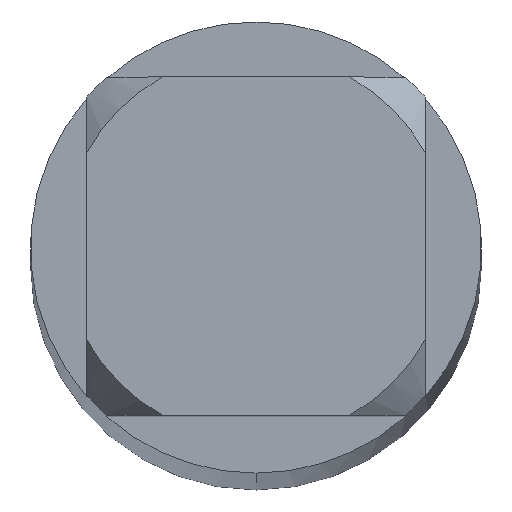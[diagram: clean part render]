
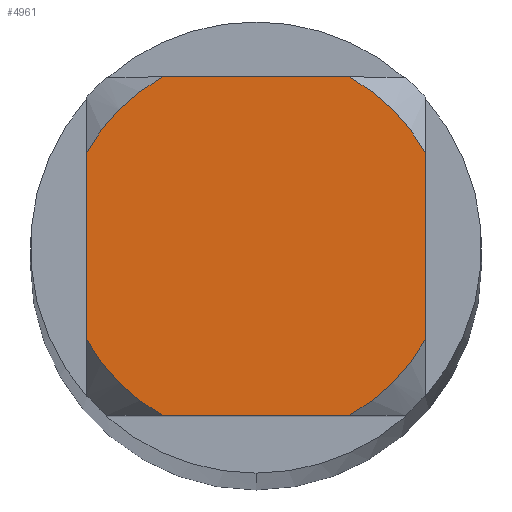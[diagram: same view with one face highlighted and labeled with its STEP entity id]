
A CAD part, top view. The second image highlights one B-rep face of the part: STEP entity #4961.
In plain terms, the highlighted planar face has unit normal (0, 0, 1).
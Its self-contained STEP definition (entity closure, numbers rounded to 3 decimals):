
#2405=EDGE_CURVE('',#3929,#2583,#6081,.T.);
#2411=EDGE_CURVE('',#3721,#3079,#6087,.T.);
#2583=VERTEX_POINT('',#6275);
#2641=EDGE_CURVE('',#3929,#3079,#6341,.T.);
#2685=EDGE_CURVE('',#4833,#3585,#6388,.T.);
#2953=EDGE_CURVE('',#3721,#5333,#6684,.T.);
#3079=VERTEX_POINT('',#6824);
#3255=EDGE_CURVE('',#5365,#3585,#7010,.T.);
#3585=VERTEX_POINT('',#7376);
#3721=VERTEX_POINT('',#7525);
#3929=VERTEX_POINT('',#7752);
#4477=EDGE_CURVE('',#4833,#5333,#8351,.T.);
#4815=EDGE_CURVE('',#5365,#2583,#8719,.T.);
#4833=VERTEX_POINT('',#8738);
#4961=ADVANCED_FACE('',(#8884),#8885,.T.);
#5333=VERTEX_POINT('',#9282);
#5365=VERTEX_POINT('',#9316);
#6081=CIRCLE('',#10778,1.2);
#6087=CIRCLE('',#10787,1.2);
#6275=CARTESIAN_POINT('',(1.05,0.581,0.0));
#6341=LINE('',#11269,#11270);
#6388=LINE('',#11421,#11422);
#6684=LINE('',#12069,#12070);
#6824=CARTESIAN_POINT('',(-0.581,1.05,0.0));
#7010=CIRCLE('',#12722,1.2);
#7376=CARTESIAN_POINT('',(0.581,-1.05,0.0));
#7525=CARTESIAN_POINT('',(-1.05,0.581,0.0));
#7752=CARTESIAN_POINT('',(0.581,1.05,0.0));
#8351=CIRCLE('',#15563,1.2);
#8719=LINE('',#16317,#16318);
#8738=CARTESIAN_POINT('',(-0.581,-1.05,0.0));
#8884=FACE_OUTER_BOUND('',#16638,.T.);
#8885=PLANE('',#16639);
#9282=CARTESIAN_POINT('',(-1.05,-0.581,0.0));
#9316=CARTESIAN_POINT('',(1.05,-0.581,0.0));
#10778=AXIS2_PLACEMENT_3D('',#18536,#18537,#18538);
#10787=AXIS2_PLACEMENT_3D('',#18540,#18541,#18542);
#11269=CARTESIAN_POINT('',(0.0,1.05,0.0));
#11270=VECTOR('',#19146,1.0);
#11421=CARTESIAN_POINT('',(0.0,-1.05,0.0));
#11422=VECTOR('',#19189,1.0);
#12069=CARTESIAN_POINT('',(-1.05,0.3,0.0));
#12070=VECTOR('',#19521,1.0);
#12722=AXIS2_PLACEMENT_3D('',#19825,#19826,#19827);
#15563=AXIS2_PLACEMENT_3D('',#21296,#21297,#21298);
#16317=CARTESIAN_POINT('',(1.05,0.3,0.0));
#16318=VECTOR('',#21686,1.0);
#16638=EDGE_LOOP('',(#21898,#21899,#21900,#21901,#21902,#21903,#21904,#21905));
#16639=AXIS2_PLACEMENT_3D('',#21906,#21907,#21908);
#18536=CARTESIAN_POINT('',(0.0,0.0,0.0));
#18537=DIRECTION('',(0.0,0.0,-1.0));
#18538=DIRECTION('',(0.0,1.0,0.0));
#18540=CARTESIAN_POINT('',(0.0,0.0,0.0));
#18541=DIRECTION('',(0.0,0.0,-1.0));
#18542=DIRECTION('',(0.0,1.0,0.0));
#19146=DIRECTION('',(-1.0,0.0,0.0));
#19189=DIRECTION('',(1.0,0.0,0.0));
#19521=DIRECTION('',(-0.0,-1.0,0.0));
#19825=CARTESIAN_POINT('',(0.0,0.0,0.0));
#19826=DIRECTION('',(0.0,0.0,-1.0));
#19827=DIRECTION('',(0.0,1.0,0.0));
#21296=CARTESIAN_POINT('',(0.0,0.0,0.0));
#21297=DIRECTION('',(0.0,0.0,-1.0));
#21298=DIRECTION('',(0.0,1.0,0.0));
#21686=DIRECTION('',(-0.0,1.0,0.0));
#21898=ORIENTED_EDGE('',*,*,#2953,.T.);
#21899=ORIENTED_EDGE('',*,*,#4477,.F.);
#21900=ORIENTED_EDGE('',*,*,#2685,.T.);
#21901=ORIENTED_EDGE('',*,*,#3255,.F.);
#21902=ORIENTED_EDGE('',*,*,#4815,.T.);
#21903=ORIENTED_EDGE('',*,*,#2405,.F.);
#21904=ORIENTED_EDGE('',*,*,#2641,.T.);
#21905=ORIENTED_EDGE('',*,*,#2411,.F.);
#21906=CARTESIAN_POINT('',(0.0,0.6,0.0));
#21907=DIRECTION('',(-0.0,0.0,1.0));
#21908=DIRECTION('',(0.0,-1.0,0.0));
